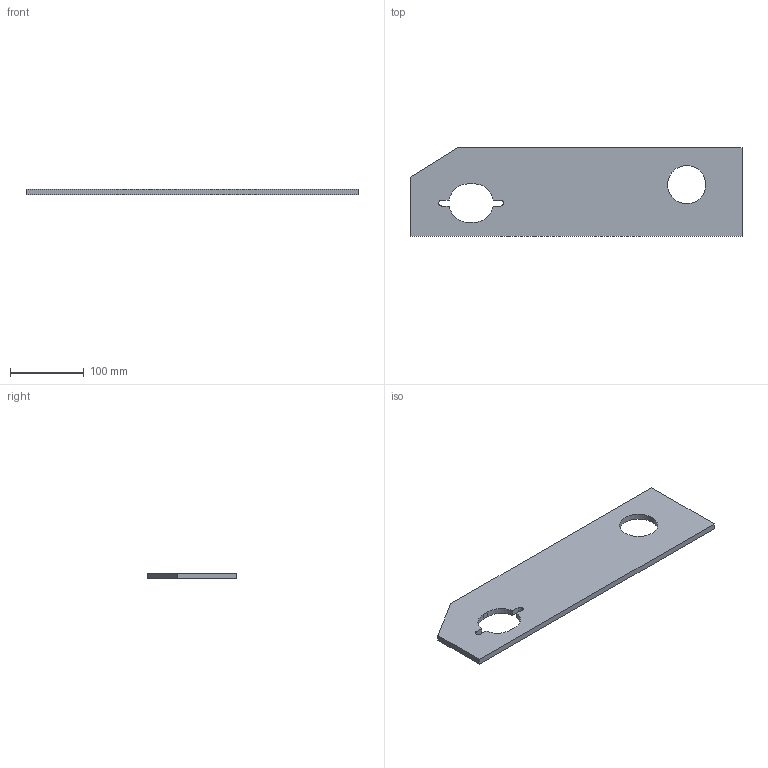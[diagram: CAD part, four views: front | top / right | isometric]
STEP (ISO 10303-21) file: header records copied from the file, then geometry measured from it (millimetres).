
FILE_DESCRIPTION((''),'2;1');
FILE_NAME('PLAQUE_PATRICK','2021-01-24T',('jf'),(''),'PRO/ENGINEER BY PARAMETRIC TECHNOLOGY CORPORATION, 2008230','PRO/ENGINEER BY PARAMETRIC TECHNOLOGY CORPORATION, 2008230','');
FILE_SCHEMA(('CONFIG_CONTROL_DESIGN'));
Length unit declared in the file: millimetre
Products named in the file (1): PLAQUE_PATRICK
Bounding box: 450 x 120 x 8 mm (x, y, z)
Volume: 382597.2 mm3; surface area: 107684.1 mm2
Topology: 1 solids, 1 shells, 21 faces, 57 edges, 38 vertices
Faces by surface type: plane 13, cylinder 8
Entity records: 713 total; most frequent: CARTESIAN_POINT 116, DIRECTION 115, ORIENTED_EDGE 114, EDGE_CURVE 57, VECTOR 41, LINE 41, VERTEX_POINT 38, AXIS2_PLACEMENT_3D 37
